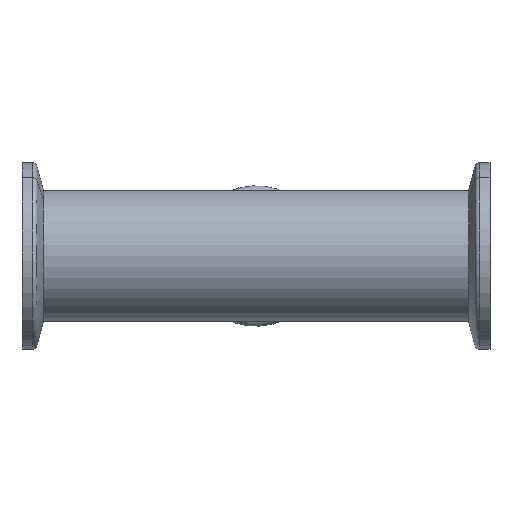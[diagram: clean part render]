
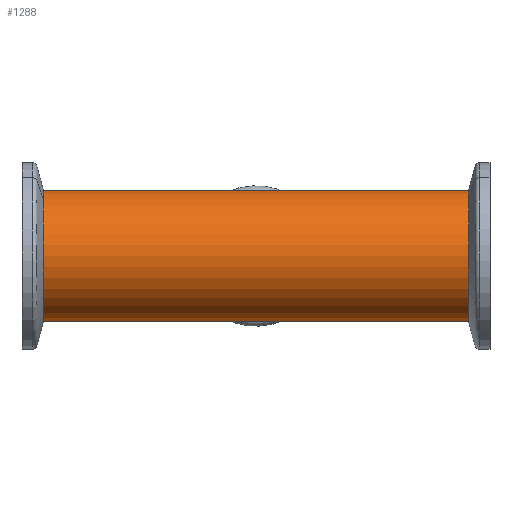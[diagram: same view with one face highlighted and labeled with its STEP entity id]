
A CAD part, front view. The second image highlights one B-rep face of the part: STEP entity #1288.
In plain terms, the highlighted cylindrical face has radius 14 mm (diameter 28 mm), a partial arc.
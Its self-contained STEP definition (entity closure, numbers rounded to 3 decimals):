
#17 = EDGE_CURVE ( 'NONE', #1384, #1457, #143, .T. ) ;
#46 = DIRECTION ( 'NONE',  ( 0., 0., -1. ) ) ;
#92 = AXIS2_PLACEMENT_3D ( 'NONE', #1445, #1022, #1526 ) ;
#139 = VERTEX_POINT ( 'NONE', #1119 ) ;
#143 = CIRCLE ( 'NONE', #92, 14. ) ;
#163 = AXIS2_PLACEMENT_3D ( 'NONE', #337, #233, #214 ) ;
#183 = ORIENTED_EDGE ( 'NONE', *, *, #17, .T. ) ;
#192 = CARTESIAN_POINT ( 'NONE',  ( 46.5, 0., 14. ) ) ;
#201 = VECTOR ( 'NONE', #1518, 1000. ) ;
#214 = DIRECTION ( 'NONE',  ( 0., 0., 1. ) ) ;
#233 = DIRECTION ( 'NONE',  ( -1., 0., 0. ) ) ;
#244 = CIRCLE ( 'NONE', #1403, 14. ) ;
#319 = VERTEX_POINT ( 'NONE', #192 ) ;
#337 = CARTESIAN_POINT ( 'NONE',  ( 46.5, 0., 0. ) ) ;
#417 = ORIENTED_EDGE ( 'NONE', *, *, #1018, .F. ) ;
#601 = ORIENTED_EDGE ( 'NONE', *, *, #1026, .F. ) ;
#770 = CARTESIAN_POINT ( 'NONE',  ( 46.5, 0., 0. ) ) ;
#815 = VECTOR ( 'NONE', #1520, 1000. ) ;
#832 = FACE_OUTER_BOUND ( 'NONE', #1487, .T. ) ;
#997 = CYLINDRICAL_SURFACE ( 'NONE', #163, 14. ) ;
#1013 = ORIENTED_EDGE ( 'NONE', *, *, #1447, .T. ) ;
#1018 = EDGE_CURVE ( 'NONE', #319, #139, #244, .T. ) ;
#1020 = CARTESIAN_POINT ( 'NONE',  ( -46.5, 0., 14. ) ) ;
#1021 = DIRECTION ( 'NONE',  ( 1., 0., 0. ) ) ;
#1022 = DIRECTION ( 'NONE',  ( 1., 0., 0. ) ) ;
#1024 = CARTESIAN_POINT ( 'NONE',  ( -46.5, 0., -14. ) ) ;
#1026 = EDGE_CURVE ( 'NONE', #139, #1457, #1142, .T. ) ;
#1119 = CARTESIAN_POINT ( 'NONE',  ( 46.5, 0., -14. ) ) ;
#1127 = CARTESIAN_POINT ( 'NONE',  ( 46.5, 0., 14. ) ) ;
#1142 = LINE ( 'NONE', #1341, #815 ) ;
#1288 = ADVANCED_FACE ( 'NONE', ( #832 ), #997, .T. ) ;
#1341 = CARTESIAN_POINT ( 'NONE',  ( 46.5, 0., -14. ) ) ;
#1384 = VERTEX_POINT ( 'NONE', #1020 ) ;
#1403 = AXIS2_PLACEMENT_3D ( 'NONE', #770, #1021, #46 ) ;
#1418 = LINE ( 'NONE', #1127, #201 ) ;
#1445 = CARTESIAN_POINT ( 'NONE',  ( -46.5, 0., 0. ) ) ;
#1447 = EDGE_CURVE ( 'NONE', #319, #1384, #1418, .T. ) ;
#1457 = VERTEX_POINT ( 'NONE', #1024 ) ;
#1487 = EDGE_LOOP ( 'NONE', ( #601, #417, #1013, #183 ) ) ;
#1518 = DIRECTION ( 'NONE',  ( -1., 0., 0. ) ) ;
#1520 = DIRECTION ( 'NONE',  ( -1., 0., 0. ) ) ;
#1526 = DIRECTION ( 'NONE',  ( 0., 0., -1. ) ) ;
